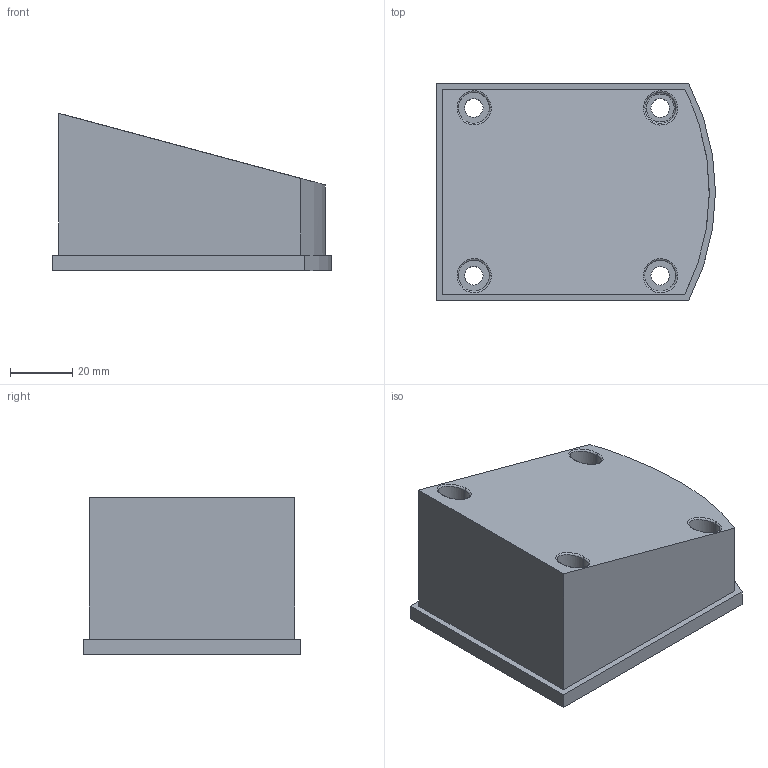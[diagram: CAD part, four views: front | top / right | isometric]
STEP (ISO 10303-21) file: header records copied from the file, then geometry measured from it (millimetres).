
FILE_DESCRIPTION (( 'STEP AP203' ), '1' );
FILE_NAME ('Head Rot Cap 1_Default_sldprt.STEP', '2024-10-03T12:10:12', ( '' ), ( '' ), 'SwSTEP 2.0', 'SolidWorks 2023', '' );
FILE_SCHEMA (( 'CONFIG_CONTROL_DESIGN' ));
Length unit declared in the file: millimetre
Products named in the file (1): Head Rot Cap 1_Default_sldprt
Bounding box: 89.8 x 70 x 50.71 mm (x, y, z)
Volume: 213317.5 mm3; surface area: 27263.6 mm2
Topology: 1 solids, 1 shells, 41 faces, 92 edges, 58 vertices
Faces by surface type: cylinder 18, plane 13, bspline 8, torus 2
Entity records: 1630 total; most frequent: CARTESIAN_POINT 667, ORIENTED_EDGE 184, DIRECTION 182, EDGE_CURVE 92, AXIS2_PLACEMENT_3D 73, VERTEX_POINT 58, EDGE_LOOP 54, ADVANCED_FACE 41
